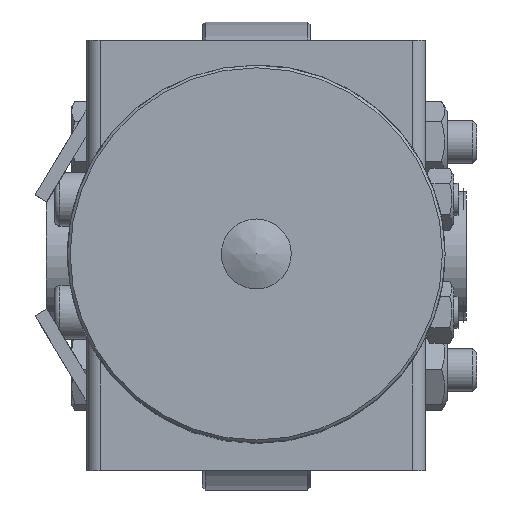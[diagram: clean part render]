
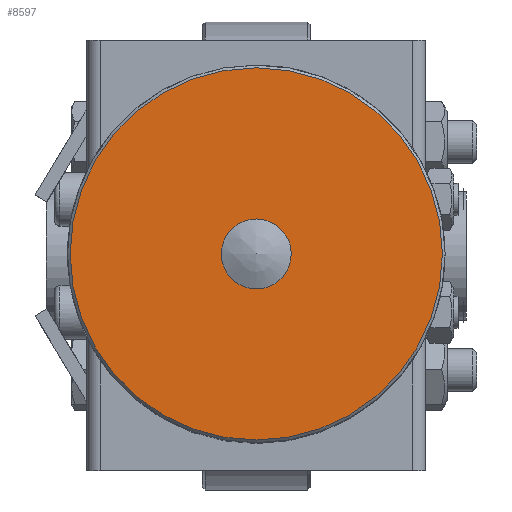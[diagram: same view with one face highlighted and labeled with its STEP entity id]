
A CAD part, top view. The second image highlights one B-rep face of the part: STEP entity #8597.
In plain terms, the highlighted planar face has unit normal (0, 0, 1).
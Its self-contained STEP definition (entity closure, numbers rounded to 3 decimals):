
#402=FACE_BOUND('',#2210,.T.);
#1719=FACE_OUTER_BOUND('',#2209,.T.);
#2209=EDGE_LOOP('',(#6330,#6331));
#2210=EDGE_LOOP('',(#6332,#6333));
#2719=CIRCLE('',#9270,6.5);
#2720=CIRCLE('',#9271,6.5);
#2735=CIRCLE('',#9294,34.6);
#2736=CIRCLE('',#9295,34.6);
#3466=VERTEX_POINT('',#13766);
#3467=VERTEX_POINT('',#13768);
#3486=VERTEX_POINT('',#13819);
#3487=VERTEX_POINT('',#13820);
#4515=EDGE_CURVE('',#3467,#3466,#2719,.T.);
#4516=EDGE_CURVE('',#3466,#3467,#2720,.T.);
#4539=EDGE_CURVE('',#3486,#3487,#2735,.T.);
#4540=EDGE_CURVE('',#3487,#3486,#2736,.T.);
#6330=ORIENTED_EDGE('',*,*,#4539,.T.);
#6331=ORIENTED_EDGE('',*,*,#4540,.T.);
#6332=ORIENTED_EDGE('',*,*,#4515,.T.);
#6333=ORIENTED_EDGE('',*,*,#4516,.T.);
#7958=PLANE('',#9299);
#8597=ADVANCED_FACE('',(#1719,#402),#7958,.T.);
#9270=AXIS2_PLACEMENT_3D('',#13769,#10997,#10998);
#9271=AXIS2_PLACEMENT_3D('',#13770,#10999,#11000);
#9294=AXIS2_PLACEMENT_3D('',#13821,#11053,#11054);
#9295=AXIS2_PLACEMENT_3D('',#13822,#11055,#11056);
#9299=AXIS2_PLACEMENT_3D('',#13830,#11064,#11065);
#10997=DIRECTION('center_axis',(0.,0.,
-1.));
#10998=DIRECTION('ref_axis',(1.,0.,0.));
#10999=DIRECTION('center_axis',(0.,0.,
-1.));
#11000=DIRECTION('ref_axis',(1.,0.,0.));
#11053=DIRECTION('center_axis',(0.,0.,
1.));
#11054=DIRECTION('ref_axis',(1.,0.,0.));
#11055=DIRECTION('center_axis',(0.,0.,
1.));
#11056=DIRECTION('ref_axis',(1.,0.,0.));
#11064=DIRECTION('center_axis',(0.,0.,
1.));
#11065=DIRECTION('ref_axis',(1.,0.,0.));
#13766=CARTESIAN_POINT('',(-6.5,-0.037,220.583));
#13768=CARTESIAN_POINT('',(0.037,-6.5,220.583));
#13769=CARTESIAN_POINT('Origin',(0.,0.,
220.583));
#13770=CARTESIAN_POINT('Origin',(0.,0.,
220.583));
#13819=CARTESIAN_POINT('',(34.6,0.,220.583));
#13820=CARTESIAN_POINT('',(-34.6,0.,220.583));
#13821=CARTESIAN_POINT('Origin',(0.,0.,
220.583));
#13822=CARTESIAN_POINT('Origin',(0.,0.,
220.583));
#13830=CARTESIAN_POINT('Origin',(0.,-17.55,
220.583));
